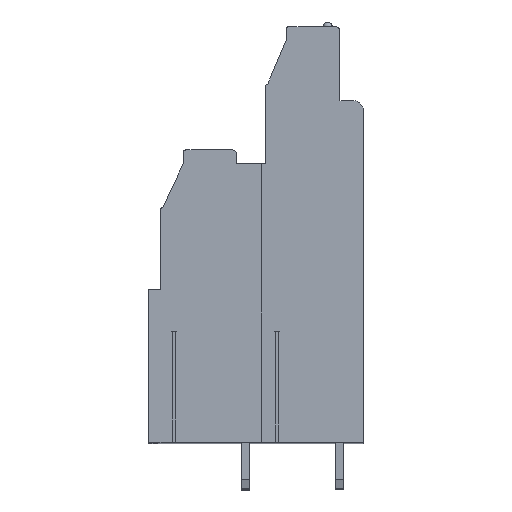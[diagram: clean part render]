
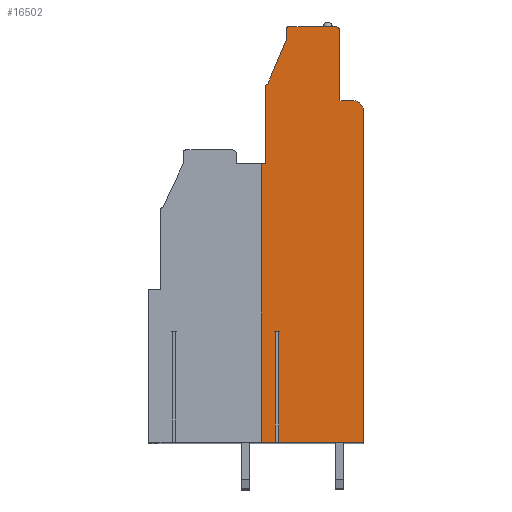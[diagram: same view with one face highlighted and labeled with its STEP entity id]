
A CAD part, top view. The second image highlights one B-rep face of the part: STEP entity #16502.
In plain terms, the highlighted planar face has unit normal (0, 0, 1).
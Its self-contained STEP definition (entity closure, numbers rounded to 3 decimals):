
#13=DIRECTION('',(1.,0.,0.));
#14=VECTOR('',#13,0.38);
#15=CARTESIAN_POINT('',(1.01,-18.05,88.9));
#16=LINE('',#15,#14);
#17=DIRECTION('',(0.,1.,0.));
#18=VECTOR('',#17,11.95);
#19=CARTESIAN_POINT('',(1.01,-30.,88.9));
#20=LINE('',#19,#18);
#21=DIRECTION('',(1.,0.,0.));
#22=VECTOR('',#21,1.51);
#23=CARTESIAN_POINT('',(-0.5,-30.,88.9));
#24=LINE('',#23,#22);
#25=DIRECTION('',(0.,1.,0.));
#26=VECTOR('',#25,30.);
#27=CARTESIAN_POINT('',(-0.5,-30.,88.9));
#28=LINE('',#27,#26);
#29=DIRECTION('',(-1.,0.,0.));
#30=VECTOR('',#29,0.5);
#31=CARTESIAN_POINT('',(0.,0.,88.9));
#32=LINE('',#31,#30);
#33=DIRECTION('',(0.,-1.,0.));
#34=VECTOR('',#33,8.4);
#35=CARTESIAN_POINT('',(0.,8.4,88.9));
#36=LINE('',#35,#34);
#37=CARTESIAN_POINT('',(0.2,8.4,88.9));
#38=DIRECTION('',(0.,0.,1.));
#39=DIRECTION('',(0.,1.,0.));
#40=AXIS2_PLACEMENT_3D('',#37,#38,#39);
#42=DIRECTION('',(-0.392,-0.92,0.));
#43=VECTOR('',#42,5.108);
#44=CARTESIAN_POINT('',(2.2,13.3,88.9));
#45=LINE('',#44,#43);
#46=DIRECTION('',(0.,-1.,0.));
#47=VECTOR('',#46,1.2);
#48=CARTESIAN_POINT('',(2.2,14.5,88.9));
#49=LINE('',#48,#47);
#50=CARTESIAN_POINT('',(2.5,14.5,88.9));
#51=DIRECTION('',(0.,0.,1.));
#52=DIRECTION('',(0.,1.,0.));
#53=AXIS2_PLACEMENT_3D('',#50,#51,#52);
#55=DIRECTION('',(-1.,0.,0.));
#56=VECTOR('',#55,5.);
#57=CARTESIAN_POINT('',(7.5,14.8,88.9));
#58=LINE('',#57,#56);
#59=CARTESIAN_POINT('',(7.5,14.3,88.9));
#60=DIRECTION('',(0.,0.,1.));
#61=DIRECTION('',(1.,0.,0.));
#62=AXIS2_PLACEMENT_3D('',#59,#60,#61);
#64=DIRECTION('',(0.,1.,0.));
#65=VECTOR('',#64,7.5);
#66=CARTESIAN_POINT('',(8.,6.8,88.9));
#67=LINE('',#66,#65);
#68=DIRECTION('',(-1.,0.,0.));
#69=VECTOR('',#68,1.5);
#70=CARTESIAN_POINT('',(9.5,6.8,88.9));
#71=LINE('',#70,#69);
#72=CARTESIAN_POINT('',(9.5,5.8,88.9));
#73=DIRECTION('',(0.,0.,1.));
#74=DIRECTION('',(1.,0.,0.));
#75=AXIS2_PLACEMENT_3D('',#72,#73,#74);
#77=DIRECTION('',(0.,1.,0.));
#78=VECTOR('',#77,35.8);
#79=CARTESIAN_POINT('',(10.5,-30.,88.9));
#80=LINE('',#79,#78);
#81=DIRECTION('',(1.,0.,0.));
#82=VECTOR('',#81,9.11);
#83=CARTESIAN_POINT('',(1.39,-30.,88.9));
#84=LINE('',#83,#82);
#85=DIRECTION('',(0.,1.,0.));
#86=VECTOR('',#85,11.95);
#87=CARTESIAN_POINT('',(1.39,-30.,88.9));
#88=LINE('',#87,#86);
#12687=CARTESIAN_POINT('',(10.5,-30.,88.9));
#12688=CARTESIAN_POINT('',(10.5,5.8,88.9));
#12689=VERTEX_POINT('',#12687);
#12690=VERTEX_POINT('',#12688);
#12691=CARTESIAN_POINT('',(9.5,6.8,88.9));
#12692=VERTEX_POINT('',#12691);
#12693=CARTESIAN_POINT('',(8.,6.8,88.9));
#12694=VERTEX_POINT('',#12693);
#12695=CARTESIAN_POINT('',(8.,14.3,88.9));
#12696=VERTEX_POINT('',#12695);
#12697=CARTESIAN_POINT('',(7.5,14.8,88.9));
#12698=VERTEX_POINT('',#12697);
#12699=CARTESIAN_POINT('',(2.5,14.8,88.9));
#12700=VERTEX_POINT('',#12699);
#12701=CARTESIAN_POINT('',(2.2,14.5,88.9));
#12702=VERTEX_POINT('',#12701);
#12703=CARTESIAN_POINT('',(2.2,13.3,88.9));
#12704=VERTEX_POINT('',#12703);
#12705=CARTESIAN_POINT('',(0.2,8.6,88.9));
#12706=VERTEX_POINT('',#12705);
#12707=CARTESIAN_POINT('',(0.,8.4,88.9));
#12708=VERTEX_POINT('',#12707);
#12709=CARTESIAN_POINT('',(0.,0.,88.9));
#12710=VERTEX_POINT('',#12709);
#12735=CARTESIAN_POINT('',(-0.5,-30.,88.9));
#12736=CARTESIAN_POINT('',(-0.5,0.,88.9));
#12737=VERTEX_POINT('',#12735);
#12738=VERTEX_POINT('',#12736);
#12819=CARTESIAN_POINT('',(1.01,-18.05,88.9));
#12820=CARTESIAN_POINT('',(1.39,-18.05,88.9));
#12821=VERTEX_POINT('',#12819);
#12822=VERTEX_POINT('',#12820);
#12823=CARTESIAN_POINT('',(1.01,-30.,88.9));
#12824=VERTEX_POINT('',#12823);
#12825=CARTESIAN_POINT('',(1.39,-30.,88.9));
#12826=VERTEX_POINT('',#12825);
#16459=CARTESIAN_POINT('',(0.,0.,88.9));
#16460=DIRECTION('',(0.,0.,1.));
#16461=DIRECTION('',(1.,0.,0.));
#16462=AXIS2_PLACEMENT_3D('',#16459,#16460,#16461);
#16463=PLANE('',#16462);
#16465=ORIENTED_EDGE('',*,*,#16464,.F.);
#16467=ORIENTED_EDGE('',*,*,#16466,.F.);
#16469=ORIENTED_EDGE('',*,*,#16468,.F.);
#16471=ORIENTED_EDGE('',*,*,#16470,.T.);
#16473=ORIENTED_EDGE('',*,*,#16472,.F.);
#16475=ORIENTED_EDGE('',*,*,#16474,.F.);
#16477=ORIENTED_EDGE('',*,*,#16476,.F.);
#16479=ORIENTED_EDGE('',*,*,#16478,.F.);
#16481=ORIENTED_EDGE('',*,*,#16480,.F.);
#16483=ORIENTED_EDGE('',*,*,#16482,.F.);
#16485=ORIENTED_EDGE('',*,*,#16484,.F.);
#16487=ORIENTED_EDGE('',*,*,#16486,.F.);
#16489=ORIENTED_EDGE('',*,*,#16488,.F.);
#16491=ORIENTED_EDGE('',*,*,#16490,.F.);
#16493=ORIENTED_EDGE('',*,*,#16492,.F.);
#16495=ORIENTED_EDGE('',*,*,#16494,.F.);
#16497=ORIENTED_EDGE('',*,*,#16496,.F.);
#16499=ORIENTED_EDGE('',*,*,#16498,.T.);
#16500=EDGE_LOOP('',(#16465,#16467,#16469,#16471,#16473,#16475,#16477,#16479,
#16481,#16483,#16485,#16487,#16489,#16491,#16493,#16495,#16497,#16499));
#16501=FACE_OUTER_BOUND('',#16500,.F.);
#41=CIRCLE('',#40,0.2);
#54=CIRCLE('',#53,0.3);
#63=CIRCLE('',#62,0.5);
#76=CIRCLE('',#75,1.);
#16464=EDGE_CURVE('',#12821,#12822,#16,.T.);
#16466=EDGE_CURVE('',#12824,#12821,#20,.T.);
#16468=EDGE_CURVE('',#12737,#12824,#24,.T.);
#16470=EDGE_CURVE('',#12737,#12738,#28,.T.);
#16472=EDGE_CURVE('',#12710,#12738,#32,.T.);
#16474=EDGE_CURVE('',#12708,#12710,#36,.T.);
#16476=EDGE_CURVE('',#12706,#12708,#41,.T.);
#16478=EDGE_CURVE('',#12704,#12706,#45,.T.);
#16480=EDGE_CURVE('',#12702,#12704,#49,.T.);
#16482=EDGE_CURVE('',#12700,#12702,#54,.T.);
#16484=EDGE_CURVE('',#12698,#12700,#58,.T.);
#16486=EDGE_CURVE('',#12696,#12698,#63,.T.);
#16488=EDGE_CURVE('',#12694,#12696,#67,.T.);
#16490=EDGE_CURVE('',#12692,#12694,#71,.T.);
#16492=EDGE_CURVE('',#12690,#12692,#76,.T.);
#16494=EDGE_CURVE('',#12689,#12690,#80,.T.);
#16496=EDGE_CURVE('',#12826,#12689,#84,.T.);
#16498=EDGE_CURVE('',#12826,#12822,#88,.T.);
#16502=ADVANCED_FACE('',(#16501),#16463,.T.);
